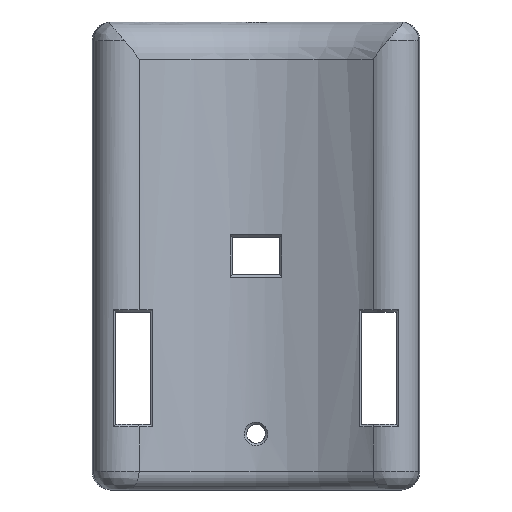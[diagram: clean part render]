
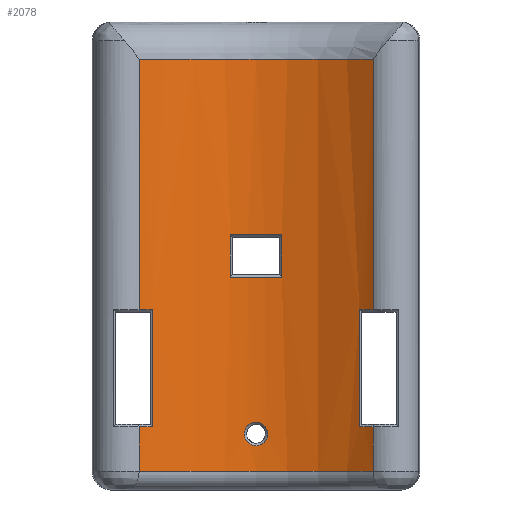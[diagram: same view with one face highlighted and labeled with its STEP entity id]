
A CAD part, front view. The second image highlights one B-rep face of the part: STEP entity #2078.
In plain terms, the highlighted cylindrical face has radius 20 mm (diameter 40 mm), a partial arc.
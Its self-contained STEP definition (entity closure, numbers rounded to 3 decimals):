
#68=FACE_BOUND('',#367,.T.);
#69=FACE_BOUND('',#368,.T.);
#88=CIRCLE('',#2197,20.);
#93=CIRCLE('',#2206,20.);
#97=CIRCLE('',#2213,20.);
#98=CIRCLE('',#2214,20.);
#99=CIRCLE('',#2215,20.);
#100=CIRCLE('',#2216,20.);
#101=CIRCLE('',#2217,20.);
#102=CIRCLE('',#2218,20.);
#153=CYLINDRICAL_SURFACE('',#2212,20.);
#183=B_SPLINE_CURVE_WITH_KNOTS('',3,(#3224,#3225,#3226,#3227,#3228,#3229,
#3230,#3231,#3232,#3233,#3234,#3235,#3236,#3237,#3238,#3239,#3240,#3241,
#3242,#3243,#3244,#3245,#3246,#3247,#3248),.UNSPECIFIED.,.T.,.F.,(4,1,2,
1,1,1,1,2,1,2,1,2,2,1,2,1,4),(-0.603,-0.584,-0.527,
-0.49,-0.471,-0.452,-0.424,
-0.377,-0.358,-0.301,-0.245,
-0.188,-0.151,-0.113,-0.075,
-0.009,0.),.UNSPECIFIED.);
#254=FACE_OUTER_BOUND('',#366,.T.);
#366=EDGE_LOOP('',(#1468,#1469,#1470,#1471,#1472,#1473,#1474,#1475,#1476,
#1477,#1478,#1479));
#367=EDGE_LOOP('',(#1480));
#368=EDGE_LOOP('',(#1481,#1482,#1483,#1484));
#523=LINE('',#3171,#688);
#529=LINE('',#3207,#694);
#530=LINE('',#3211,#695);
#531=LINE('',#3215,#696);
#532=LINE('',#3219,#697);
#533=LINE('',#3222,#698);
#534=LINE('',#3253,#699);
#535=LINE('',#3256,#700);
#688=VECTOR('',#2482,12.5);
#694=VECTOR('',#2510,26.75);
#695=VECTOR('',#2513,26.75);
#696=VECTOR('',#2516,12.5);
#697=VECTOR('',#2519,4.75);
#698=VECTOR('',#2522,4.75);
#699=VECTOR('',#2525,4.5);
#700=VECTOR('',#2528,4.5);
#863=VERTEX_POINT('',#3148);
#864=VERTEX_POINT('',#3150);
#868=VERTEX_POINT('',#3170);
#871=VERTEX_POINT('',#3180);
#877=VERTEX_POINT('',#3206);
#878=VERTEX_POINT('',#3208);
#879=VERTEX_POINT('',#3210);
#880=VERTEX_POINT('',#3212);
#881=VERTEX_POINT('',#3214);
#882=VERTEX_POINT('',#3216);
#883=VERTEX_POINT('',#3218);
#884=VERTEX_POINT('',#3220);
#885=VERTEX_POINT('',#3223);
#886=VERTEX_POINT('',#3249);
#887=VERTEX_POINT('',#3250);
#888=VERTEX_POINT('',#3252);
#889=VERTEX_POINT('',#3254);
#1093=EDGE_CURVE('',#863,#864,#88,.T.);
#1100=EDGE_CURVE('',#864,#868,#523,.T.);
#1106=EDGE_CURVE('',#868,#871,#93,.T.);
#1115=EDGE_CURVE('',#863,#877,#529,.T.);
#1116=EDGE_CURVE('',#878,#877,#97,.T.);
#1117=EDGE_CURVE('',#878,#879,#530,.T.);
#1118=EDGE_CURVE('',#880,#879,#98,.T.);
#1119=EDGE_CURVE('',#881,#880,#531,.T.);
#1120=EDGE_CURVE('',#882,#881,#99,.T.);
#1121=EDGE_CURVE('',#882,#883,#532,.T.);
#1122=EDGE_CURVE('',#884,#883,#100,.T.);
#1123=EDGE_CURVE('',#884,#871,#533,.T.);
#1124=EDGE_CURVE('',#885,#885,#183,.T.);
#1125=EDGE_CURVE('',#886,#887,#101,.T.);
#1126=EDGE_CURVE('',#888,#886,#534,.T.);
#1127=EDGE_CURVE('',#889,#888,#102,.T.);
#1128=EDGE_CURVE('',#887,#889,#535,.T.);
#1468=ORIENTED_EDGE('',*,*,#1106,.F.);
#1469=ORIENTED_EDGE('',*,*,#1100,.F.);
#1470=ORIENTED_EDGE('',*,*,#1093,.F.);
#1471=ORIENTED_EDGE('',*,*,#1115,.T.);
#1472=ORIENTED_EDGE('',*,*,#1116,.F.);
#1473=ORIENTED_EDGE('',*,*,#1117,.T.);
#1474=ORIENTED_EDGE('',*,*,#1118,.F.);
#1475=ORIENTED_EDGE('',*,*,#1119,.F.);
#1476=ORIENTED_EDGE('',*,*,#1120,.F.);
#1477=ORIENTED_EDGE('',*,*,#1121,.T.);
#1478=ORIENTED_EDGE('',*,*,#1122,.F.);
#1479=ORIENTED_EDGE('',*,*,#1123,.T.);
#1480=ORIENTED_EDGE('',*,*,#1124,.F.);
#1481=ORIENTED_EDGE('',*,*,#1125,.F.);
#1482=ORIENTED_EDGE('',*,*,#1126,.F.);
#1483=ORIENTED_EDGE('',*,*,#1127,.F.);
#1484=ORIENTED_EDGE('',*,*,#1128,.F.);
#2078=ADVANCED_FACE('',(#254,#68,#69),#153,.F.);
#2197=AXIS2_PLACEMENT_3D('',#3151,#2471,#2472);
#2206=AXIS2_PLACEMENT_3D('',#3187,#2492,#2493);
#2212=AXIS2_PLACEMENT_3D('',#3205,#2508,#2509);
#2213=AXIS2_PLACEMENT_3D('',#3209,#2511,#2512);
#2214=AXIS2_PLACEMENT_3D('',#3213,#2514,#2515);
#2215=AXIS2_PLACEMENT_3D('',#3217,#2517,#2518);
#2216=AXIS2_PLACEMENT_3D('',#3221,#2520,#2521);
#2217=AXIS2_PLACEMENT_3D('',#3251,#2523,#2524);
#2218=AXIS2_PLACEMENT_3D('',#3255,#2526,#2527);
#2471=DIRECTION('center_axis',(0.,0.,1.));
#2472=DIRECTION('ref_axis',(0.625,0.781,0.));
#2482=DIRECTION('',(0.,0.,-1.));
#2492=DIRECTION('center_axis',(0.,0.,-1.));
#2493=DIRECTION('ref_axis',(0.625,0.781,0.));
#2508=DIRECTION('center_axis',(0.,0.,1.));
#2509=DIRECTION('ref_axis',(0.625,0.781,0.));
#2510=DIRECTION('',(0.,0.,1.));
#2511=DIRECTION('center_axis',(0.,0.,-1.));
#2512=DIRECTION('ref_axis',(0.088,-0.996,0.));
#2513=DIRECTION('',(0.,0.,-1.));
#2514=DIRECTION('center_axis',(0.,0.,1.));
#2515=DIRECTION('ref_axis',(0.625,0.781,0.));
#2516=DIRECTION('',(0.,0.,1.));
#2517=DIRECTION('center_axis',(0.,0.,-1.));
#2518=DIRECTION('ref_axis',(0.625,0.781,0.));
#2519=DIRECTION('',(0.,0.,-1.));
#2520=DIRECTION('center_axis',(0.,0.,1.));
#2521=DIRECTION('ref_axis',(0.625,-0.781,0.));
#2522=DIRECTION('',(0.,0.,1.));
#2523=DIRECTION('center_axis',(0.,0.,1.));
#2524=DIRECTION('ref_axis',(0.625,0.781,0.));
#2525=DIRECTION('',(0.,0.,1.));
#2526=DIRECTION('center_axis',(0.,0.,-1.));
#2527=DIRECTION('ref_axis',(0.625,0.781,0.));
#2528=DIRECTION('',(0.,0.,-1.));
#3148=CARTESIAN_POINT('',(12.5,0.612,-5.75));
#3150=CARTESIAN_POINT('',(11.042,1.675,-5.75));
#3151=CARTESIAN_POINT('Origin',(0.,-15.,-5.75));
#3170=CARTESIAN_POINT('',(11.042,1.675,-18.25));
#3171=CARTESIAN_POINT('',(11.042,1.675,0.));
#3180=CARTESIAN_POINT('',(12.5,0.612,-18.25));
#3187=CARTESIAN_POINT('Origin',(0.,-15.,-18.25));
#3205=CARTESIAN_POINT('Origin',(0.,-15.,0.));
#3206=CARTESIAN_POINT('',(12.5,0.612,21.));
#3207=CARTESIAN_POINT('',(12.5,0.612,0.));
#3208=CARTESIAN_POINT('',(-12.5,0.612,21.));
#3209=CARTESIAN_POINT('Origin',(0.,-15.,21.));
#3210=CARTESIAN_POINT('',(-12.5,0.612,-5.75));
#3211=CARTESIAN_POINT('',(-12.5,0.612,0.));
#3212=CARTESIAN_POINT('',(-11.042,1.675,-5.75));
#3213=CARTESIAN_POINT('Origin',(0.,-15.,-5.75));
#3214=CARTESIAN_POINT('',(-11.042,1.675,-18.25));
#3215=CARTESIAN_POINT('',(-11.042,1.675,0.));
#3216=CARTESIAN_POINT('',(-12.5,0.612,-18.25));
#3217=CARTESIAN_POINT('Origin',(0.,-15.,-18.25));
#3218=CARTESIAN_POINT('',(-12.5,0.612,-23.));
#3219=CARTESIAN_POINT('',(-12.5,0.612,0.));
#3220=CARTESIAN_POINT('',(12.5,0.612,-23.));
#3221=CARTESIAN_POINT('Origin',(0.,-15.,-23.));
#3222=CARTESIAN_POINT('',(12.5,0.612,0.));
#3223=CARTESIAN_POINT('',(1.25,4.961,-19.));
#3224=CARTESIAN_POINT('Ctrl Pts',(1.249,4.961,-19.));
#3225=CARTESIAN_POINT('Ctrl Pts',(1.249,4.961,-18.921));
#3226=CARTESIAN_POINT('Ctrl Pts',(1.222,4.963,-18.595));
#3227=CARTESIAN_POINT('Ctrl Pts',(1.052,4.973,-18.282));
#3228=CARTESIAN_POINT('Ctrl Pts',(0.773,4.985,-18.005));
#3229=CARTESIAN_POINT('Ctrl Pts',(0.564,4.993,-17.862));
#3230=CARTESIAN_POINT('Ctrl Pts',(0.24,4.999,-17.765));
#3231=CARTESIAN_POINT('Ctrl Pts',(-0.038,5.001,
-17.739));
#3232=CARTESIAN_POINT('Ctrl Pts',(-0.445,4.997,-17.796));
#3233=CARTESIAN_POINT('Ctrl Pts',(-0.747,4.987,-17.977));
#3234=CARTESIAN_POINT('Ctrl Pts',(-0.939,4.978,-18.172));
#3235=CARTESIAN_POINT('Ctrl Pts',(-1.151,4.968,-18.422));
#3236=CARTESIAN_POINT('Ctrl Pts',(-1.251,4.961,-18.764));
#3237=CARTESIAN_POINT('Ctrl Pts',(-1.253,4.961,-19.237));
#3238=CARTESIAN_POINT('Ctrl Pts',(-1.093,4.971,-19.749));
#3239=CARTESIAN_POINT('Ctrl Pts',(-0.711,4.989,-20.056));
#3240=CARTESIAN_POINT('Ctrl Pts',(-0.325,4.998,-20.219));
#3241=CARTESIAN_POINT('Ctrl Pts',(-0.158,5.,-20.249));
#3242=CARTESIAN_POINT('Ctrl Pts',(0.157,5.,-20.25));
#3243=CARTESIAN_POINT('Ctrl Pts',(0.491,4.996,-20.187));
#3244=CARTESIAN_POINT('Ctrl Pts',(0.773,4.985,-19.995));
#3245=CARTESIAN_POINT('Ctrl Pts',(1.08,4.972,-19.691));
#3246=CARTESIAN_POINT('Ctrl Pts',(1.238,4.962,-19.36));
#3247=CARTESIAN_POINT('Ctrl Pts',(1.249,4.961,-19.039));
#3248=CARTESIAN_POINT('Ctrl Pts',(1.249,4.961,-19.));
#3249=CARTESIAN_POINT('',(2.748,4.81,2.25));
#3250=CARTESIAN_POINT('',(-2.748,4.81,2.25));
#3251=CARTESIAN_POINT('Origin',(0.,-15.,2.25));
#3252=CARTESIAN_POINT('',(2.748,4.81,-2.25));
#3253=CARTESIAN_POINT('',(2.748,4.81,0.));
#3254=CARTESIAN_POINT('',(-2.748,4.81,-2.25));
#3255=CARTESIAN_POINT('Origin',(0.,-15.,-2.25));
#3256=CARTESIAN_POINT('',(-2.748,4.81,0.));
